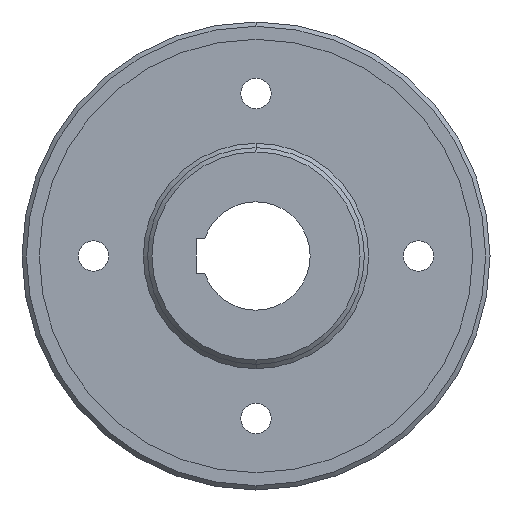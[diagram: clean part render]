
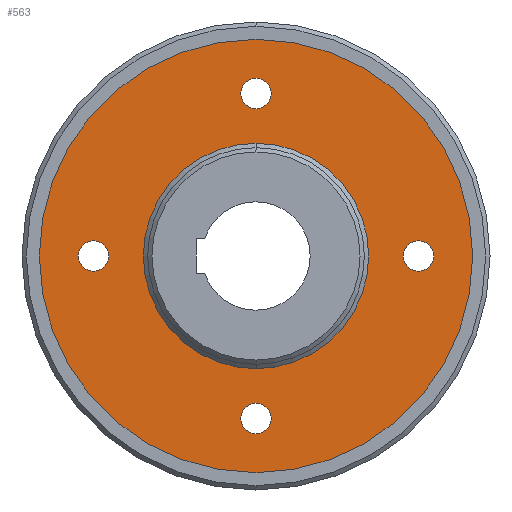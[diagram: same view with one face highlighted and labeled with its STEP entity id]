
A CAD part, left-side view. The second image highlights one B-rep face of the part: STEP entity #563.
In plain terms, the highlighted planar face has unit normal (-1, 0, 0).
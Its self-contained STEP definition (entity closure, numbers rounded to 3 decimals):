
#8 = FACE_BOUND ( 'NONE', #938, .T. ) ;
#11 = EDGE_CURVE ( 'NONE', #94, #472, #280, .T. ) ;
#19 = AXIS2_PLACEMENT_3D ( 'NONE', #884, #889, #31 ) ;
#31 = DIRECTION ( 'NONE',  ( 0., 0., -1. ) ) ;
#48 = AXIS2_PLACEMENT_3D ( 'NONE', #209, #748, #529 ) ;
#60 = DIRECTION ( 'NONE',  ( 0., 0., -1. ) ) ;
#65 = DIRECTION ( 'NONE',  ( 0., 0., -1. ) ) ;
#66 = VERTEX_POINT ( 'NONE', #70 ) ;
#69 = DIRECTION ( 'NONE',  ( 1., 0., 0. ) ) ;
#70 = CARTESIAN_POINT ( 'NONE',  ( 15., -75., 7. ) ) ;
#80 = EDGE_CURVE ( 'NONE', #448, #66, #220, .T. ) ;
#91 = DIRECTION ( 'NONE',  ( 0., 0., -1. ) ) ;
#94 = VERTEX_POINT ( 'NONE', #935 ) ;
#100 = AXIS2_PLACEMENT_3D ( 'NONE', #518, #805, #438 ) ;
#117 = CIRCLE ( 'NONE', #100, 7. ) ;
#123 = ORIENTED_EDGE ( 'NONE', *, *, #750, .T. ) ;
#134 = VERTEX_POINT ( 'NONE', #737 ) ;
#137 = ORIENTED_EDGE ( 'NONE', *, *, #80, .T. ) ;
#147 = CIRCLE ( 'NONE', #467, 7. ) ;
#175 = CARTESIAN_POINT ( 'NONE',  ( 15., 0., 68. ) ) ;
#176 = DIRECTION ( 'NONE',  ( 1., 0., 0. ) ) ;
#177 = CARTESIAN_POINT ( 'NONE',  ( 15., -75., 0. ) ) ;
#186 = VERTEX_POINT ( 'NONE', #585 ) ;
#209 = CARTESIAN_POINT ( 'NONE',  ( 15., 0., 0. ) ) ;
#220 = CIRCLE ( 'NONE', #758, 7. ) ;
#221 = ORIENTED_EDGE ( 'NONE', *, *, #357, .T. ) ;
#247 = VERTEX_POINT ( 'NONE', #990 ) ;
#252 = AXIS2_PLACEMENT_3D ( 'NONE', #649, #958, #255 ) ;
#255 = DIRECTION ( 'NONE',  ( 0., 0., -1. ) ) ;
#265 = ORIENTED_EDGE ( 'NONE', *, *, #11, .T. ) ;
#270 = CARTESIAN_POINT ( 'NONE',  ( 15., 0., 100. ) ) ;
#280 = CIRCLE ( 'NONE', #511, 52. ) ;
#282 = ORIENTED_EDGE ( 'NONE', *, *, #495, .T. ) ;
#288 = EDGE_CURVE ( 'NONE', #985, #186, #366, .T. ) ;
#302 = CARTESIAN_POINT ( 'NONE',  ( 15., 75., 0. ) ) ;
#312 = EDGE_LOOP ( 'NONE', ( #839, #943 ) ) ;
#314 = CARTESIAN_POINT ( 'NONE',  ( 15., 0., 75. ) ) ;
#320 = CARTESIAN_POINT ( 'NONE',  ( 15., 0., -75. ) ) ;
#328 = CARTESIAN_POINT ( 'NONE',  ( 15., 75., 7. ) ) ;
#334 = PLANE ( 'NONE',  #252 ) ;
#335 = DIRECTION ( 'NONE',  ( 0., 0., -1. ) ) ;
#343 = CARTESIAN_POINT ( 'NONE',  ( 15., 0., 75. ) ) ;
#351 = EDGE_LOOP ( 'NONE', ( #417, #265 ) ) ;
#356 = CIRCLE ( 'NONE', #573, 7. ) ;
#357 = EDGE_CURVE ( 'NONE', #247, #752, #552, .T. ) ;
#362 = EDGE_CURVE ( 'NONE', #912, #947, #147, .T. ) ;
#366 = CIRCLE ( 'NONE', #48, 100. ) ;
#411 = FACE_BOUND ( 'NONE', #312, .T. ) ;
#414 = CARTESIAN_POINT ( 'NONE',  ( 15., 0., -68. ) ) ;
#415 = DIRECTION ( 'NONE',  ( 1., 0., 0. ) ) ;
#417 = ORIENTED_EDGE ( 'NONE', *, *, #978, .T. ) ;
#420 = EDGE_CURVE ( 'NONE', #752, #247, #959, .T. ) ;
#427 = FACE_BOUND ( 'NONE', #351, .T. ) ;
#438 = DIRECTION ( 'NONE',  ( 0., 0., -1. ) ) ;
#448 = VERTEX_POINT ( 'NONE', #613 ) ;
#467 = AXIS2_PLACEMENT_3D ( 'NONE', #314, #69, #842 ) ;
#472 = VERTEX_POINT ( 'NONE', #584 ) ;
#495 = EDGE_CURVE ( 'NONE', #66, #448, #922, .T. ) ;
#511 = AXIS2_PLACEMENT_3D ( 'NONE', #941, #1013, #60 ) ;
#514 = FACE_BOUND ( 'NONE', #913, .T. ) ;
#516 = ORIENTED_EDGE ( 'NONE', *, *, #963, .F. ) ;
#518 = CARTESIAN_POINT ( 'NONE',  ( 15., 75., 0. ) ) ;
#529 = DIRECTION ( 'NONE',  ( 0., 0., -1. ) ) ;
#542 = DIRECTION ( 'NONE',  ( 0., 0., -1. ) ) ;
#552 = CIRCLE ( 'NONE', #893, 7. ) ;
#558 = DIRECTION ( 'NONE',  ( 1., 0., 0. ) ) ;
#563 = ADVANCED_FACE ( 'NONE', ( #427, #411, #514, #817, #8, #724 ), #334, .F. ) ;
#572 = DIRECTION ( 'NONE',  ( 0., 0., -1. ) ) ;
#573 = AXIS2_PLACEMENT_3D ( 'NONE', #343, #973, #91 ) ;
#584 = CARTESIAN_POINT ( 'NONE',  ( 15., 0., -52. ) ) ;
#585 = CARTESIAN_POINT ( 'NONE',  ( 15., 0., -100. ) ) ;
#589 = CIRCLE ( 'NONE', #715, 100. ) ;
#613 = CARTESIAN_POINT ( 'NONE',  ( 15., -75., -7. ) ) ;
#616 = CIRCLE ( 'NONE', #19, 52. ) ;
#620 = DIRECTION ( 'NONE',  ( 1., 0., 0. ) ) ;
#621 = DIRECTION ( 'NONE',  ( 0., 0., -1. ) ) ;
#627 = DIRECTION ( 'NONE',  ( 1., 0., 0. ) ) ;
#631 = CARTESIAN_POINT ( 'NONE',  ( 15., 0., -75. ) ) ;
#636 = CIRCLE ( 'NONE', #638, 7. ) ;
#638 = AXIS2_PLACEMENT_3D ( 'NONE', #302, #176, #621 ) ;
#649 = CARTESIAN_POINT ( 'NONE',  ( 15., 0., 0. ) ) ;
#659 = DIRECTION ( 'NONE',  ( 1., 0., 0. ) ) ;
#705 = DIRECTION ( 'NONE',  ( 0., 0., -1. ) ) ;
#715 = AXIS2_PLACEMENT_3D ( 'NONE', #726, #659, #335 ) ;
#724 = FACE_OUTER_BOUND ( 'NONE', #784, .T. ) ;
#726 = CARTESIAN_POINT ( 'NONE',  ( 15., 0., 0. ) ) ;
#737 = CARTESIAN_POINT ( 'NONE',  ( 15., 75., -7. ) ) ;
#748 = DIRECTION ( 'NONE',  ( 1., 0., 0. ) ) ;
#750 = EDGE_CURVE ( 'NONE', #134, #783, #636, .T. ) ;
#752 = VERTEX_POINT ( 'NONE', #414 ) ;
#756 = ORIENTED_EDGE ( 'NONE', *, *, #288, .F. ) ;
#758 = AXIS2_PLACEMENT_3D ( 'NONE', #772, #627, #65 ) ;
#772 = CARTESIAN_POINT ( 'NONE',  ( 15., -75., 0. ) ) ;
#773 = ORIENTED_EDGE ( 'NONE', *, *, #420, .T. ) ;
#783 = VERTEX_POINT ( 'NONE', #328 ) ;
#784 = EDGE_LOOP ( 'NONE', ( #756, #516 ) ) ;
#805 = DIRECTION ( 'NONE',  ( 1., 0., 0. ) ) ;
#817 = FACE_BOUND ( 'NONE', #948, .T. ) ;
#827 = AXIS2_PLACEMENT_3D ( 'NONE', #631, #620, #542 ) ;
#839 = ORIENTED_EDGE ( 'NONE', *, *, #936, .T. ) ;
#842 = DIRECTION ( 'NONE',  ( 0., 0., -1. ) ) ;
#878 = CARTESIAN_POINT ( 'NONE',  ( 15., 0., 82. ) ) ;
#884 = CARTESIAN_POINT ( 'NONE',  ( 15., 0., 0. ) ) ;
#888 = ORIENTED_EDGE ( 'NONE', *, *, #956, .T. ) ;
#889 = DIRECTION ( 'NONE',  ( 1., 0., 0. ) ) ;
#893 = AXIS2_PLACEMENT_3D ( 'NONE', #320, #558, #705 ) ;
#909 = AXIS2_PLACEMENT_3D ( 'NONE', #177, #415, #572 ) ;
#912 = VERTEX_POINT ( 'NONE', #878 ) ;
#913 = EDGE_LOOP ( 'NONE', ( #137, #282 ) ) ;
#922 = CIRCLE ( 'NONE', #909, 7. ) ;
#935 = CARTESIAN_POINT ( 'NONE',  ( 15., 0., 52. ) ) ;
#936 = EDGE_CURVE ( 'NONE', #947, #912, #356, .T. ) ;
#938 = EDGE_LOOP ( 'NONE', ( #123, #888 ) ) ;
#941 = CARTESIAN_POINT ( 'NONE',  ( 15., 0., 0. ) ) ;
#943 = ORIENTED_EDGE ( 'NONE', *, *, #362, .T. ) ;
#947 = VERTEX_POINT ( 'NONE', #175 ) ;
#948 = EDGE_LOOP ( 'NONE', ( #221, #773 ) ) ;
#956 = EDGE_CURVE ( 'NONE', #783, #134, #117, .T. ) ;
#958 = DIRECTION ( 'NONE',  ( 1., 0., 0. ) ) ;
#959 = CIRCLE ( 'NONE', #827, 7. ) ;
#963 = EDGE_CURVE ( 'NONE', #186, #985, #589, .T. ) ;
#973 = DIRECTION ( 'NONE',  ( 1., 0., 0. ) ) ;
#978 = EDGE_CURVE ( 'NONE', #472, #94, #616, .T. ) ;
#985 = VERTEX_POINT ( 'NONE', #270 ) ;
#990 = CARTESIAN_POINT ( 'NONE',  ( 15., 0., -82. ) ) ;
#1013 = DIRECTION ( 'NONE',  ( 1., 0., 0. ) ) ;
